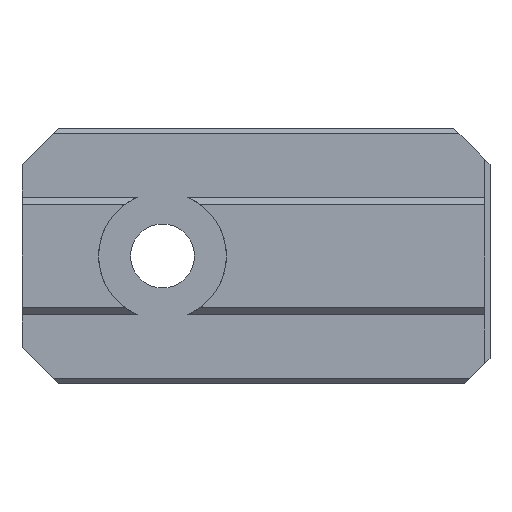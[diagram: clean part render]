
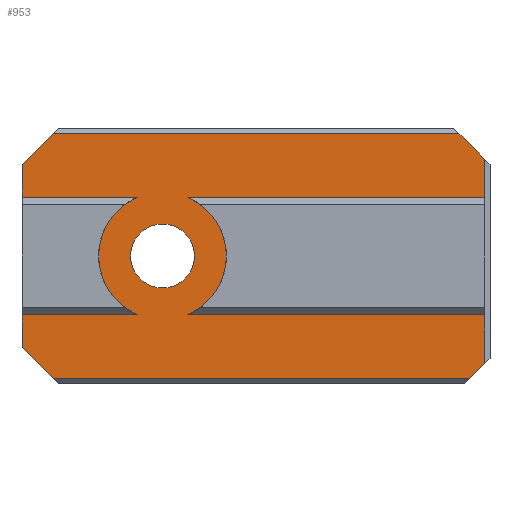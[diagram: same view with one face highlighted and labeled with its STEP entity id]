
A CAD part, left-side view. The second image highlights one B-rep face of the part: STEP entity #953.
In plain terms, the highlighted face is planar.
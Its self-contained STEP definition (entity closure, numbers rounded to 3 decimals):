
#33=FACE_BOUND('',#169,.T.);
#53=PLANE('',#1035);
#107=FACE_OUTER_BOUND('',#168,.T.);
#168=EDGE_LOOP('',(#758,#759,#760,#761,#762,#763,#764,#765,#766,#767,#768,
#769,#770,#771,#772,#773));
#169=EDGE_LOOP('',(#774));
#240=LINE('',#1451,#352);
#256=LINE('',#1482,#368);
#257=LINE('',#1484,#369);
#258=LINE('',#1488,#370);
#259=LINE('',#1490,#371);
#260=LINE('',#1492,#372);
#261=LINE('',#1494,#373);
#262=LINE('',#1496,#374);
#263=LINE('',#1498,#375);
#264=LINE('',#1500,#376);
#265=LINE('',#1504,#377);
#266=LINE('',#1506,#378);
#267=LINE('',#1508,#379);
#268=LINE('',#1509,#380);
#352=VECTOR('',#1169,10.);
#368=VECTOR('',#1203,10.);
#369=VECTOR('',#1204,10.);
#370=VECTOR('',#1207,10.);
#371=VECTOR('',#1208,10.);
#372=VECTOR('',#1209,10.);
#373=VECTOR('',#1210,10.);
#374=VECTOR('',#1211,10.);
#375=VECTOR('',#1212,10.);
#376=VECTOR('',#1213,10.);
#377=VECTOR('',#1216,10.);
#378=VECTOR('',#1217,10.);
#379=VECTOR('',#1218,10.);
#380=VECTOR('',#1219,10.);
#439=CIRCLE('',#1036,5.);
#440=CIRCLE('',#1037,5.);
#441=CIRCLE('',#1038,2.5);
#477=VERTEX_POINT('',#1448);
#478=VERTEX_POINT('',#1450);
#484=VERTEX_POINT('',#1481);
#485=VERTEX_POINT('',#1483);
#486=VERTEX_POINT('',#1485);
#487=VERTEX_POINT('',#1487);
#488=VERTEX_POINT('',#1489);
#489=VERTEX_POINT('',#1491);
#490=VERTEX_POINT('',#1493);
#491=VERTEX_POINT('',#1495);
#492=VERTEX_POINT('',#1497);
#493=VERTEX_POINT('',#1499);
#494=VERTEX_POINT('',#1501);
#495=VERTEX_POINT('',#1503);
#496=VERTEX_POINT('',#1505);
#497=VERTEX_POINT('',#1507);
#498=VERTEX_POINT('',#1510);
#571=EDGE_CURVE('',#477,#478,#240,.T.);
#587=EDGE_CURVE('',#477,#484,#256,.T.);
#588=EDGE_CURVE('',#485,#484,#257,.T.);
#589=EDGE_CURVE('',#485,#486,#439,.T.);
#590=EDGE_CURVE('',#487,#486,#258,.T.);
#591=EDGE_CURVE('',#487,#488,#259,.T.);
#592=EDGE_CURVE('',#489,#488,#260,.T.);
#593=EDGE_CURVE('',#489,#490,#261,.T.);
#594=EDGE_CURVE('',#491,#490,#262,.T.);
#595=EDGE_CURVE('',#491,#492,#263,.T.);
#596=EDGE_CURVE('',#493,#492,#264,.T.);
#597=EDGE_CURVE('',#493,#494,#440,.T.);
#598=EDGE_CURVE('',#495,#494,#265,.T.);
#599=EDGE_CURVE('',#495,#496,#266,.T.);
#600=EDGE_CURVE('',#497,#496,#267,.T.);
#601=EDGE_CURVE('',#497,#478,#268,.T.);
#602=EDGE_CURVE('',#498,#498,#441,.T.);
#758=ORIENTED_EDGE('',*,*,#571,.F.);
#759=ORIENTED_EDGE('',*,*,#587,.T.);
#760=ORIENTED_EDGE('',*,*,#588,.F.);
#761=ORIENTED_EDGE('',*,*,#589,.T.);
#762=ORIENTED_EDGE('',*,*,#590,.F.);
#763=ORIENTED_EDGE('',*,*,#591,.T.);
#764=ORIENTED_EDGE('',*,*,#592,.F.);
#765=ORIENTED_EDGE('',*,*,#593,.T.);
#766=ORIENTED_EDGE('',*,*,#594,.F.);
#767=ORIENTED_EDGE('',*,*,#595,.T.);
#768=ORIENTED_EDGE('',*,*,#596,.F.);
#769=ORIENTED_EDGE('',*,*,#597,.T.);
#770=ORIENTED_EDGE('',*,*,#598,.F.);
#771=ORIENTED_EDGE('',*,*,#599,.T.);
#772=ORIENTED_EDGE('',*,*,#600,.F.);
#773=ORIENTED_EDGE('',*,*,#601,.T.);
#774=ORIENTED_EDGE('',*,*,#602,.F.);
#953=ADVANCED_FACE('',(#107,#33),#53,.T.);
#1035=AXIS2_PLACEMENT_3D('',#1480,#1201,#1202);
#1036=AXIS2_PLACEMENT_3D('',#1486,#1205,#1206);
#1037=AXIS2_PLACEMENT_3D('',#1502,#1214,#1215);
#1038=AXIS2_PLACEMENT_3D('',#1511,#1220,#1221);
#1169=DIRECTION('',(0.,0.707,0.707));
#1201=DIRECTION('center_axis',(1.,0.,0.));
#1202=DIRECTION('ref_axis',(0.,-1.,0.));
#1203=DIRECTION('',(0.,0.,-1.));
#1204=DIRECTION('',(0.,-1.,0.));
#1205=DIRECTION('center_axis',(1.,0.,0.));
#1206=DIRECTION('ref_axis',(0.,-1.,0.));
#1207=DIRECTION('',(0.,1.,0.));
#1208=DIRECTION('',(0.,0.,-1.));
#1209=DIRECTION('',(0.,-0.707,0.707));
#1210=DIRECTION('',(0.,1.,0.));
#1211=DIRECTION('',(0.,-0.707,-0.707));
#1212=DIRECTION('',(0.,0.,1.));
#1213=DIRECTION('',(0.,1.,0.));
#1214=DIRECTION('center_axis',(1.,0.,0.));
#1215=DIRECTION('ref_axis',(0.,-1.,0.));
#1216=DIRECTION('',(0.,-1.,0.));
#1217=DIRECTION('',(0.,0.,1.));
#1218=DIRECTION('',(0.,0.707,-0.707));
#1219=DIRECTION('',(0.,-1.,0.));
#1220=DIRECTION('center_axis',(1.,0.,0.));
#1221=DIRECTION('ref_axis',(0.,-1.,0.));
#1448=CARTESIAN_POINT('',(40.,190.4,-21.1));
#1450=CARTESIAN_POINT('',(40.,191.6,-19.9));
#1451=CARTESIAN_POINT('',(40.,143.5,-68.));
#1480=CARTESIAN_POINT('Origin',(40.,40.,-59.5));
#1481=CARTESIAN_POINT('',(40.,190.4,-24.9));
#1482=CARTESIAN_POINT('',(40.,190.4,-39.5));
#1483=CARTESIAN_POINT('',(40.,213.653,-24.9));
#1484=CARTESIAN_POINT('',(40.,126.306,-24.9));
#1485=CARTESIAN_POINT('',(40.,213.653,-34.1));
#1486=CARTESIAN_POINT('Origin',(40.,215.612,-29.5));
#1487=CARTESIAN_POINT('',(40.,190.4,-34.1));
#1488=CARTESIAN_POINT('',(40.,115.2,-34.1));
#1489=CARTESIAN_POINT('',(40.,190.4,-37.072));
#1490=CARTESIAN_POINT('',(40.,190.4,-39.5));
#1491=CARTESIAN_POINT('',(40.,192.428,-39.1));
#1492=CARTESIAN_POINT('',(40.,158.914,-5.586));
#1493=CARTESIAN_POINT('',(40.,224.172,-39.1));
#1494=CARTESIAN_POINT('',(40.,112.5,-39.1));
#1495=CARTESIAN_POINT('',(40.,226.6,-36.672));
#1496=CARTESIAN_POINT('',(40.,173.536,-89.736));
#1497=CARTESIAN_POINT('',(40.,226.6,-34.1));
#1498=CARTESIAN_POINT('',(40.,226.6,-46.5));
#1499=CARTESIAN_POINT('',(40.,217.572,-34.1));
#1500=CARTESIAN_POINT('',(40.,129.306,-34.1));
#1501=CARTESIAN_POINT('',(40.,217.572,-24.9));
#1502=CARTESIAN_POINT('Origin',(40.,215.612,-29.5));
#1503=CARTESIAN_POINT('',(40.,226.6,-24.9));
#1504=CARTESIAN_POINT('',(40.,138.3,-24.9));
#1505=CARTESIAN_POINT('',(40.,226.6,-22.328));
#1506=CARTESIAN_POINT('',(40.,226.6,-46.5));
#1507=CARTESIAN_POINT('',(40.,224.172,-19.9));
#1508=CARTESIAN_POINT('',(40.,188.536,15.736));
#1509=CARTESIAN_POINT('',(40.,117.5,-19.9));
#1510=CARTESIAN_POINT('',(40.,218.112,-29.5));
#1511=CARTESIAN_POINT('Origin',(40.,215.612,-29.5));
